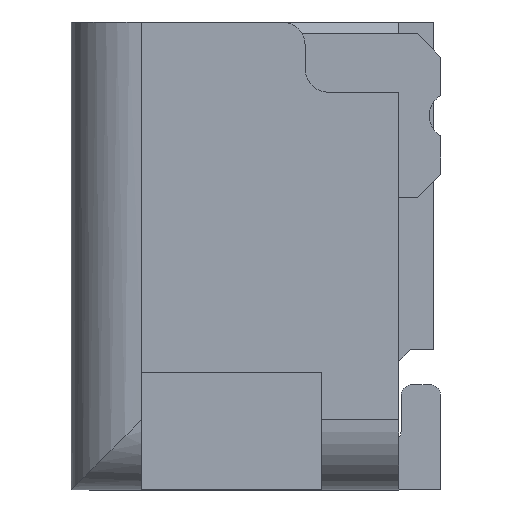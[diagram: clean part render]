
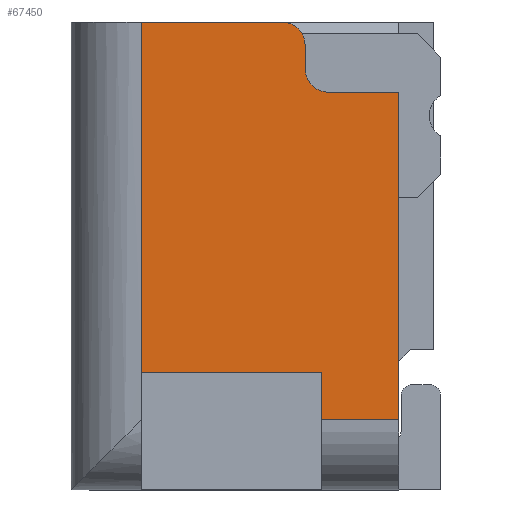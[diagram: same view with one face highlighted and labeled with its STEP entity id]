
A CAD part, left-side view. The second image highlights one B-rep face of the part: STEP entity #67450.
In plain terms, the highlighted planar face has unit normal (-1, 0, 0).
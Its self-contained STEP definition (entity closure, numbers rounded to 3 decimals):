
#17300=CARTESIAN_POINT('',(3.3,0.09,0.33));
#17310=VERTEX_POINT('',#17300);
#17340=CARTESIAN_POINT('',(3.3,0.09,0.));
#17350=DIRECTION('',(0.,0.,1.));
#17360=VECTOR('',#17350,1.);
#17370=LINE('',#17340,#17360);
#17380=CARTESIAN_POINT('',(3.3,0.09,1.73));
#17390=VERTEX_POINT('',#17380);
#17400=EDGE_CURVE('',#17310,#17390,#17370,.T.);
#42660=CARTESIAN_POINT('',(3.3,1.19,2.03));
#42670=VERTEX_POINT('',#42660);
#42700=CARTESIAN_POINT('',(3.3,1.19,0.));
#42710=DIRECTION('',(0.,0.,-1.));
#42720=VECTOR('',#42710,1.);
#42730=LINE('',#42700,#42720);
#42740=CARTESIAN_POINT('',(3.3,1.19,0.53));
#42750=VERTEX_POINT('',#42740);
#42760=EDGE_CURVE('',#42670,#42750,#42730,.T.);
#65150=CARTESIAN_POINT('',(3.3,0.,0.53));
#65160=DIRECTION('',(0.,-1.,0.));
#65170=VECTOR('',#65160,1.);
#65180=LINE('',#65150,#65170);
#65190=CARTESIAN_POINT('',(3.3,0.42,0.53));
#65200=VERTEX_POINT('',#65190);
#65210=EDGE_CURVE('',#42750,#65200,#65180,.T.);
#66810=CARTESIAN_POINT('',(3.3,0.067,2.082));
#66820=DIRECTION('',(-1.,0.,0.));
#66830=DIRECTION('',(0.,1.,0.));
#66840=AXIS2_PLACEMENT_3D('',#66810,#66820,#66830);
#66850=PLANE('',#66840);
#66860=CARTESIAN_POINT('',(3.3,0.42,0.));
#66870=DIRECTION('',(0.,0.,-1.));
#66880=VECTOR('',#66870,1.);
#66890=LINE('',#66860,#66880);
#66900=CARTESIAN_POINT('',(3.3,0.42,0.33));
#66910=VERTEX_POINT('',#66900);
#66920=EDGE_CURVE('',#65200,#66910,#66890,.T.);
#66930=ORIENTED_EDGE('',*,*,#66920,.T.);
#66940=ORIENTED_EDGE('',*,*,#65210,.T.);
#66950=ORIENTED_EDGE('',*,*,#42760,.T.);
#66960=CARTESIAN_POINT('',(3.3,0.,2.03));
#66970=DIRECTION('',(0.,1.,0.));
#66980=VECTOR('',#66970,1.);
#66990=LINE('',#66960,#66980);
#67000=CARTESIAN_POINT('',(3.3,0.59,2.03));
#67010=VERTEX_POINT('',#67000);
#67020=EDGE_CURVE('',#67010,#42670,#66990,.T.);
#67030=ORIENTED_EDGE('',*,*,#67020,.T.);
#67040=CARTESIAN_POINT('',(3.3,0.59,1.93));
#67050=DIRECTION('',(1.,0.,0.));
#67060=DIRECTION('',(0.,-1.,0.));
#67070=AXIS2_PLACEMENT_3D('',#67040,#67050,#67060);
#67080=CIRCLE('',#67070,0.1);
#67090=CARTESIAN_POINT('',(3.3,0.49,1.93));
#67100=VERTEX_POINT('',#67090);
#67110=EDGE_CURVE('',#67010,#67100,#67080,.T.);
#67120=ORIENTED_EDGE('',*,*,#67110,.F.);
#67130=CARTESIAN_POINT('',(3.3,0.49,0.));
#67140=DIRECTION('',(0.,0.,-1.));
#67150=VECTOR('',#67140,1.);
#67160=LINE('',#67130,#67150);
#67170=CARTESIAN_POINT('',(3.3,0.49,1.83));
#67180=VERTEX_POINT('',#67170);
#67190=EDGE_CURVE('',#67100,#67180,#67160,.T.);
#67200=ORIENTED_EDGE('',*,*,#67190,.F.);
#67210=CARTESIAN_POINT('',(3.3,0.39,1.83));
#67220=DIRECTION('',(-1.,0.,0.));
#67230=DIRECTION('',(0.,1.,0.));
#67240=AXIS2_PLACEMENT_3D('',#67210,#67220,#67230);
#67250=CIRCLE('',#67240,0.1);
#67260=CARTESIAN_POINT('',(3.3,0.39,1.73));
#67270=VERTEX_POINT('',#67260);
#67280=EDGE_CURVE('',#67180,#67270,#67250,.T.);
#67290=ORIENTED_EDGE('',*,*,#67280,.F.);
#67300=CARTESIAN_POINT('',(3.3,0.,1.73));
#67310=DIRECTION('',(0.,-1.,0.));
#67320=VECTOR('',#67310,1.);
#67330=LINE('',#67300,#67320);
#67340=EDGE_CURVE('',#67270,#17390,#67330,.T.);
#67350=ORIENTED_EDGE('',*,*,#67340,.F.);
#67360=ORIENTED_EDGE('',*,*,#17400,.T.);
#67370=CARTESIAN_POINT('',(3.3,0.,0.33));
#67380=DIRECTION('',(0.,-1.,0.));
#67390=VECTOR('',#67380,1.);
#67400=LINE('',#67370,#67390);
#67410=EDGE_CURVE('',#66910,#17310,#67400,.T.);
#67420=ORIENTED_EDGE('',*,*,#67410,.T.);
#67430=EDGE_LOOP('',(#67420,#67360,#67350,#67290,#67200,#67120,#67030,
#66950,#66940,#66930));
#67440=FACE_OUTER_BOUND('',#67430,.T.);
#67450=ADVANCED_FACE('',(#67440),#66850,.T.);
